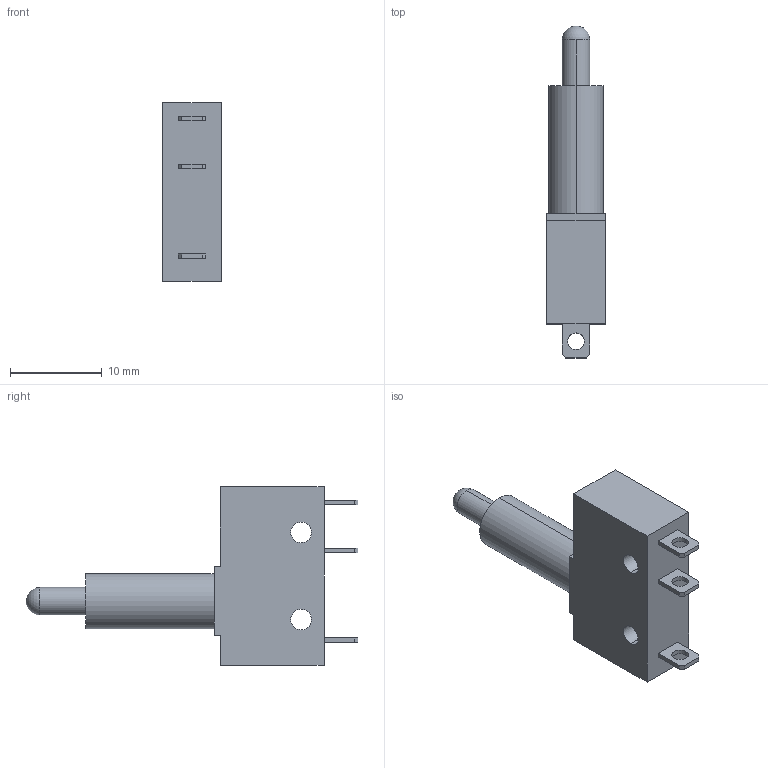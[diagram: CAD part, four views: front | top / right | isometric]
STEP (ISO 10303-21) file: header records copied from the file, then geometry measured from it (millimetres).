
FILE_DESCRIPTION (( 'STEP AP214' ), '1' );
FILE_NAME ('33510~0.STEP', '2018-05-29T08:18:22', ( '' ), ( '' ), 'SwSTEP 2.0', 'SolidWorks 2018', '' );
FILE_SCHEMA (( 'AUTOMOTIVE_DESIGN' ));
Length unit declared in the file: millimetre
Products named in the file (2): 33510~0; 20202~0
Assembly tree (1 placements, depth 2):
  33510~0
    20202~0
Bounding box: 6.4 x 36.2 x 19.5 mm (x, y, z)
Volume: 1843.8 mm3; surface area: 1339.4 mm2
Topology: 5 solids, 5 shells, 51 faces, 123 edges, 82 vertices
Faces by surface type: plane 36, cylinder 14, sphere 1
Entity records: 2024 total; most frequent: DIRECTION 258, CARTESIAN_POINT 255, ORIENTED_EDGE 240, EDGE_CURVE 120, LINE 92, VECTOR 92, AXIS2_PLACEMENT_3D 83, VERTEX_POINT 80
